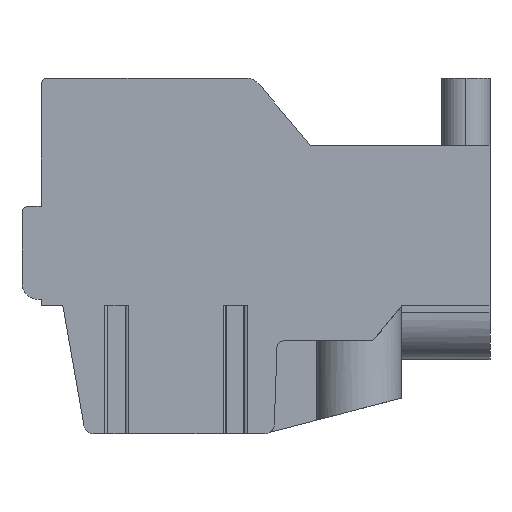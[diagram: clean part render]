
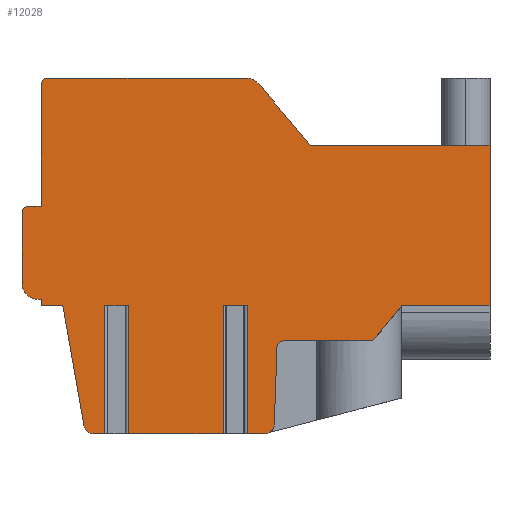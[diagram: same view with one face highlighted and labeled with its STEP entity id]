
A CAD part, front view. The second image highlights one B-rep face of the part: STEP entity #12028.
In plain terms, the highlighted planar face has unit normal (0, -1, 0).
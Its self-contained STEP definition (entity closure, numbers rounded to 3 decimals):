
#1=DIRECTION('',(1.,0.,0.));
#2=VECTOR('',#1,0.746);
#3=CARTESIAN_POINT('',(-12.023,0.,-7.186));
#4=LINE('',#3,#2);
#5=DIRECTION('',(0.,0.,-1.));
#6=VECTOR('',#5,4.);
#7=CARTESIAN_POINT('',(-12.023,0.,-7.186));
#8=LINE('',#7,#6);
#9=DIRECTION('',(-1.,0.,0.));
#10=VECTOR('',#9,0.348);
#11=CARTESIAN_POINT('',(-12.023,0.,-11.186));
#12=LINE('',#11,#10);
#13=CARTESIAN_POINT('',(-12.371,0.,-10.886));
#14=DIRECTION('',(0.,1.,0.));
#15=DIRECTION('',(0.,0.,-1.));
#16=AXIS2_PLACEMENT_3D('',#13,#14,#15);
#18=DIRECTION('',(-0.174,0.,0.985));
#19=VECTOR('',#18,3.81);
#20=CARTESIAN_POINT('',(-12.667,0.,-10.938));
#21=LINE('',#20,#19);
#22=DIRECTION('',(-1.,0.,0.));
#23=VECTOR('',#22,0.672);
#24=CARTESIAN_POINT('',(-13.328,0.,-7.186));
#25=LINE('',#24,#23);
#26=DIRECTION('',(0.,0.,1.));
#27=VECTOR('',#26,0.2);
#28=CARTESIAN_POINT('',(-14.,0.,-7.186));
#29=LINE('',#28,#27);
#30=DIRECTION('',(-1.,0.,0.));
#31=VECTOR('',#30,0.1);
#32=CARTESIAN_POINT('',(-14.,0.,-6.986));
#33=LINE('',#32,#31);
#34=CARTESIAN_POINT('',(-14.1,0.,-6.486));
#35=DIRECTION('',(0.,1.,0.));
#36=DIRECTION('',(0.,0.,-1.));
#37=AXIS2_PLACEMENT_3D('',#34,#35,#36);
#39=DIRECTION('',(0.,0.,1.));
#40=VECTOR('',#39,2.2);
#41=CARTESIAN_POINT('',(-14.6,0.,-6.486));
#42=LINE('',#41,#40);
#43=CARTESIAN_POINT('',(-14.4,0.,-4.286));
#44=DIRECTION('',(0.,1.,0.));
#45=DIRECTION('',(-1.,0.,0.));
#46=AXIS2_PLACEMENT_3D('',#43,#44,#45);
#48=DIRECTION('',(1.,0.,0.));
#49=VECTOR('',#48,0.4);
#50=CARTESIAN_POINT('',(-14.4,0.,-4.086));
#51=LINE('',#50,#49);
#52=DIRECTION('',(0.,0.,1.));
#53=VECTOR('',#52,3.8);
#54=CARTESIAN_POINT('',(-14.,0.,-4.086));
#55=LINE('',#54,#53);
#56=CARTESIAN_POINT('',(-13.8,0.,-0.286));
#57=DIRECTION('',(0.,1.,0.));
#58=DIRECTION('',(-1.,0.,0.));
#59=AXIS2_PLACEMENT_3D('',#56,#57,#58);
#61=DIRECTION('',(1.,0.,0.));
#62=VECTOR('',#61,6.205);
#63=CARTESIAN_POINT('',(-13.8,0.,-0.086));
#64=LINE('',#63,#62);
#65=CARTESIAN_POINT('',(-7.595,0.,-0.586));
#66=DIRECTION('',(0.,1.,0.));
#67=DIRECTION('',(0.,0.,1.));
#68=AXIS2_PLACEMENT_3D('',#65,#66,#67);
#70=DIRECTION('',(0.643,0.,-0.766));
#71=VECTOR('',#70,2.508);
#72=CARTESIAN_POINT('',(-7.212,0.,-0.264));
#73=LINE('',#72,#71);
#74=DIRECTION('',(1.,0.,0.));
#75=VECTOR('',#74,5.6);
#76=CARTESIAN_POINT('',(-5.6,0.,-2.186));
#77=LINE('',#76,#75);
#78=DIRECTION('',(0.,0.,-1.));
#79=VECTOR('',#78,5.);
#80=CARTESIAN_POINT('',(0.,0.,-2.186));
#81=LINE('',#80,#79);
#82=DIRECTION('',(-1.,0.,0.));
#83=VECTOR('',#82,2.75);
#84=CARTESIAN_POINT('',(0.,0.,-7.186));
#85=LINE('',#84,#83);
#86=DIRECTION('',(-0.635,0.,-0.773));
#87=VECTOR('',#86,1.423);
#88=CARTESIAN_POINT('',(-2.75,0.,-7.186));
#89=LINE('',#88,#87);
#90=DIRECTION('',(-1.,0.,0.));
#91=VECTOR('',#90,2.792);
#92=CARTESIAN_POINT('',(-3.653,0.,-8.286));
#93=LINE('',#92,#91);
#94=CARTESIAN_POINT('',(-6.445,0.,-8.486));
#95=DIRECTION('',(0.,-1.,0.));
#96=DIRECTION('',(0.,0.,1.));
#97=AXIS2_PLACEMENT_3D('',#94,#95,#96);
#99=DIRECTION('',(-0.035,0.,-0.999));
#100=VECTOR('',#99,2.419);
#101=CARTESIAN_POINT('',(-6.645,0.,-8.479));
#102=LINE('',#101,#100);
#103=CARTESIAN_POINT('',(-7.029,0.,-10.886));
#104=DIRECTION('',(0.,1.,0.));
#105=DIRECTION('',(0.999,0.,-0.035));
#106=AXIS2_PLACEMENT_3D('',#103,#104,#105);
#108=DIRECTION('',(-1.,0.,0.));
#109=VECTOR('',#108,0.547);
#110=CARTESIAN_POINT('',(-7.029,0.,-11.186));
#111=LINE('',#110,#109);
#112=DIRECTION('',(0.,0.,-1.));
#113=VECTOR('',#112,4.);
#114=CARTESIAN_POINT('',(-7.577,0.,-7.186));
#115=LINE('',#114,#113);
#116=DIRECTION('',(1.,0.,0.));
#117=VECTOR('',#116,0.746);
#118=CARTESIAN_POINT('',(-8.323,0.,-7.186));
#119=LINE('',#118,#117);
#120=DIRECTION('',(0.,0.,-1.));
#121=VECTOR('',#120,4.);
#122=CARTESIAN_POINT('',(-8.323,0.,-7.186));
#123=LINE('',#122,#121);
#124=DIRECTION('',(-1.,0.,0.));
#125=VECTOR('',#124,2.954);
#126=CARTESIAN_POINT('',(-8.323,0.,-11.186));
#127=LINE('',#126,#125);
#128=DIRECTION('',(0.,0.,-1.));
#129=VECTOR('',#128,4.);
#130=CARTESIAN_POINT('',(-11.277,0.,-7.186));
#131=LINE('',#130,#129);
#9409=CARTESIAN_POINT('',(-14.6,0.,-6.486));
#9410=CARTESIAN_POINT('',(-14.6,0.,-4.286));
#9411=VERTEX_POINT('',#9409);
#9412=VERTEX_POINT('',#9410);
#9413=CARTESIAN_POINT('',(-14.4,0.,-4.086));
#9414=VERTEX_POINT('',#9413);
#9415=CARTESIAN_POINT('',(-14.,0.,-4.086));
#9416=VERTEX_POINT('',#9415);
#9417=CARTESIAN_POINT('',(-14.,0.,-0.286));
#9418=VERTEX_POINT('',#9417);
#9419=CARTESIAN_POINT('',(-13.8,0.,-0.086));
#9420=VERTEX_POINT('',#9419);
#9421=CARTESIAN_POINT('',(-7.595,0.,-0.086));
#9422=VERTEX_POINT('',#9421);
#9423=CARTESIAN_POINT('',(-7.212,0.,-0.264));
#9424=VERTEX_POINT('',#9423);
#9425=CARTESIAN_POINT('',(-5.6,0.,-2.186));
#9426=VERTEX_POINT('',#9425);
#9427=CARTESIAN_POINT('',(0.,0.,-2.186));
#9428=VERTEX_POINT('',#9427);
#9429=CARTESIAN_POINT('',(0.,0.,-7.186));
#9430=VERTEX_POINT('',#9429);
#9431=CARTESIAN_POINT('',(-2.75,0.,-7.186));
#9432=VERTEX_POINT('',#9431);
#9433=CARTESIAN_POINT('',(-3.653,0.,-8.286));
#9434=VERTEX_POINT('',#9433);
#9435=CARTESIAN_POINT('',(-6.445,0.,-8.286));
#9436=VERTEX_POINT('',#9435);
#9437=CARTESIAN_POINT('',(-6.645,0.,-8.479));
#9438=VERTEX_POINT('',#9437);
#9439=CARTESIAN_POINT('',(-6.73,0.,-10.896));
#9440=VERTEX_POINT('',#9439);
#9441=CARTESIAN_POINT('',(-7.029,0.,-11.186));
#9442=VERTEX_POINT('',#9441);
#9443=CARTESIAN_POINT('',(-12.371,0.,-11.186));
#9444=CARTESIAN_POINT('',(-12.667,0.,-10.938));
#9445=VERTEX_POINT('',#9443);
#9446=VERTEX_POINT('',#9444);
#9447=CARTESIAN_POINT('',(-13.328,0.,-7.186));
#9448=VERTEX_POINT('',#9447);
#9449=CARTESIAN_POINT('',(-14.,0.,-7.186));
#9450=VERTEX_POINT('',#9449);
#9451=CARTESIAN_POINT('',(-14.,0.,-6.986));
#9452=VERTEX_POINT('',#9451);
#9453=CARTESIAN_POINT('',(-14.1,0.,-6.986));
#9454=VERTEX_POINT('',#9453);
#9900=CARTESIAN_POINT('',(-12.023,0.,-7.186));
#9901=CARTESIAN_POINT('',(-11.277,0.,-7.186));
#9902=VERTEX_POINT('',#9900);
#9903=VERTEX_POINT('',#9901);
#9904=CARTESIAN_POINT('',(-8.323,0.,-7.186));
#9905=CARTESIAN_POINT('',(-7.577,0.,-7.186));
#9906=VERTEX_POINT('',#9904);
#9907=VERTEX_POINT('',#9905);
#9908=CARTESIAN_POINT('',(-11.277,0.,-11.186));
#9909=VERTEX_POINT('',#9908);
#9910=CARTESIAN_POINT('',(-12.023,0.,-11.186));
#9911=VERTEX_POINT('',#9910);
#9912=CARTESIAN_POINT('',(-8.323,0.,-11.186));
#9913=VERTEX_POINT('',#9912);
#9914=CARTESIAN_POINT('',(-7.577,0.,-11.186));
#9915=VERTEX_POINT('',#9914);
#11959=CARTESIAN_POINT('',(0.,0.,0.));
#11960=DIRECTION('',(0.,1.,0.));
#11961=DIRECTION('',(1.,0.,0.));
#11962=AXIS2_PLACEMENT_3D('',#11959,#11960,#11961);
#11963=PLANE('',#11962);
#11965=ORIENTED_EDGE('',*,*,#11964,.F.);
#11967=ORIENTED_EDGE('',*,*,#11966,.T.);
#11969=ORIENTED_EDGE('',*,*,#11968,.T.);
#11971=ORIENTED_EDGE('',*,*,#11970,.T.);
#11973=ORIENTED_EDGE('',*,*,#11972,.T.);
#11975=ORIENTED_EDGE('',*,*,#11974,.T.);
#11977=ORIENTED_EDGE('',*,*,#11976,.T.);
#11979=ORIENTED_EDGE('',*,*,#11978,.T.);
#11981=ORIENTED_EDGE('',*,*,#11980,.T.);
#11983=ORIENTED_EDGE('',*,*,#11982,.T.);
#11985=ORIENTED_EDGE('',*,*,#11984,.T.);
#11987=ORIENTED_EDGE('',*,*,#11986,.T.);
#11989=ORIENTED_EDGE('',*,*,#11988,.T.);
#11991=ORIENTED_EDGE('',*,*,#11990,.T.);
#11993=ORIENTED_EDGE('',*,*,#11992,.T.);
#11995=ORIENTED_EDGE('',*,*,#11994,.T.);
#11997=ORIENTED_EDGE('',*,*,#11996,.T.);
#11999=ORIENTED_EDGE('',*,*,#11998,.T.);
#12001=ORIENTED_EDGE('',*,*,#12000,.T.);
#12003=ORIENTED_EDGE('',*,*,#12002,.T.);
#12005=ORIENTED_EDGE('',*,*,#12004,.T.);
#12007=ORIENTED_EDGE('',*,*,#12006,.T.);
#12009=ORIENTED_EDGE('',*,*,#12008,.T.);
#12011=ORIENTED_EDGE('',*,*,#12010,.T.);
#12013=ORIENTED_EDGE('',*,*,#12012,.T.);
#12015=ORIENTED_EDGE('',*,*,#12014,.T.);
#12017=ORIENTED_EDGE('',*,*,#12016,.F.);
#12019=ORIENTED_EDGE('',*,*,#12018,.F.);
#12021=ORIENTED_EDGE('',*,*,#12020,.T.);
#12023=ORIENTED_EDGE('',*,*,#12022,.T.);
#12025=ORIENTED_EDGE('',*,*,#12024,.F.);
#12026=EDGE_LOOP('',(#11965,#11967,#11969,#11971,#11973,#11975,#11977,#11979,
#11981,#11983,#11985,#11987,#11989,#11991,#11993,#11995,#11997,#11999,#12001,
#12003,#12005,#12007,#12009,#12011,#12013,#12015,#12017,#12019,#12021,#12023,
#12025));
#12027=FACE_OUTER_BOUND('',#12026,.F.);
#12028=ADVANCED_FACE('',(#12027),#11963,.F.);
#17=CIRCLE('',#16,0.3);
#38=CIRCLE('',#37,0.5);
#47=CIRCLE('',#46,0.2);
#60=CIRCLE('',#59,0.2);
#69=CIRCLE('',#68,0.5);
#98=CIRCLE('',#97,0.2);
#107=CIRCLE('',#106,0.3);
#11964=EDGE_CURVE('',#9902,#9903,#4,.T.);
#11966=EDGE_CURVE('',#9902,#9911,#8,.T.);
#11968=EDGE_CURVE('',#9911,#9445,#12,.T.);
#11970=EDGE_CURVE('',#9445,#9446,#17,.T.);
#11972=EDGE_CURVE('',#9446,#9448,#21,.T.);
#11974=EDGE_CURVE('',#9448,#9450,#25,.T.);
#11976=EDGE_CURVE('',#9450,#9452,#29,.T.);
#11978=EDGE_CURVE('',#9452,#9454,#33,.T.);
#11980=EDGE_CURVE('',#9454,#9411,#38,.T.);
#11982=EDGE_CURVE('',#9411,#9412,#42,.T.);
#11984=EDGE_CURVE('',#9412,#9414,#47,.T.);
#11986=EDGE_CURVE('',#9414,#9416,#51,.T.);
#11988=EDGE_CURVE('',#9416,#9418,#55,.T.);
#11990=EDGE_CURVE('',#9418,#9420,#60,.T.);
#11992=EDGE_CURVE('',#9420,#9422,#64,.T.);
#11994=EDGE_CURVE('',#9422,#9424,#69,.T.);
#11996=EDGE_CURVE('',#9424,#9426,#73,.T.);
#11998=EDGE_CURVE('',#9426,#9428,#77,.T.);
#12000=EDGE_CURVE('',#9428,#9430,#81,.T.);
#12002=EDGE_CURVE('',#9430,#9432,#85,.T.);
#12004=EDGE_CURVE('',#9432,#9434,#89,.T.);
#12006=EDGE_CURVE('',#9434,#9436,#93,.T.);
#12008=EDGE_CURVE('',#9436,#9438,#98,.T.);
#12010=EDGE_CURVE('',#9438,#9440,#102,.T.);
#12012=EDGE_CURVE('',#9440,#9442,#107,.T.);
#12014=EDGE_CURVE('',#9442,#9915,#111,.T.);
#12016=EDGE_CURVE('',#9907,#9915,#115,.T.);
#12018=EDGE_CURVE('',#9906,#9907,#119,.T.);
#12020=EDGE_CURVE('',#9906,#9913,#123,.T.);
#12022=EDGE_CURVE('',#9913,#9909,#127,.T.);
#12024=EDGE_CURVE('',#9903,#9909,#131,.T.);
